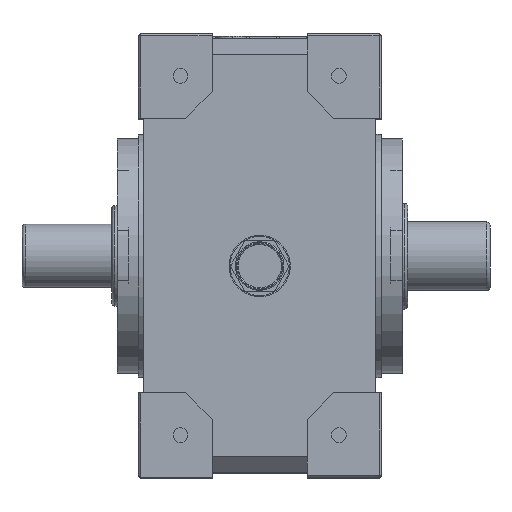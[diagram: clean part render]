
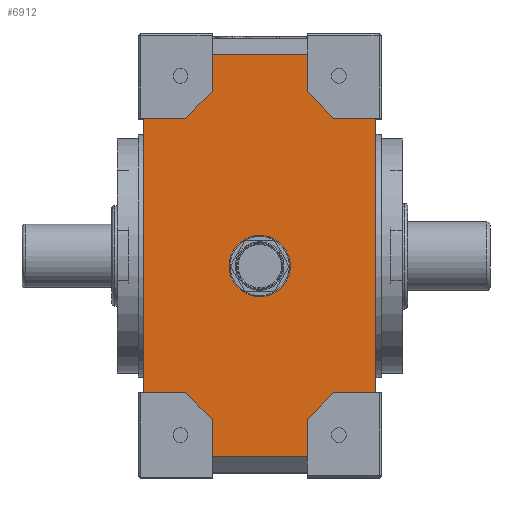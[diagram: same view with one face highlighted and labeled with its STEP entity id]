
A CAD part, top view. The second image highlights one B-rep face of the part: STEP entity #6912.
In plain terms, the highlighted planar face has unit normal (0, 0, 1).
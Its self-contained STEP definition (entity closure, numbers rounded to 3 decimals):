
#72 = VECTOR ( 'NONE', #13190, 1000. ) ;
#105 = LINE ( 'NONE', #13788, #7402 ) ;
#1702 = LINE ( 'NONE', #16611, #2107 ) ;
#1745 = CIRCLE ( 'NONE', #20795, 29. ) ;
#1801 = VERTEX_POINT ( 'NONE', #8558 ) ;
#2107 = VECTOR ( 'NONE', #19205, 1000. ) ;
#2138 = CARTESIAN_POINT ( 'NONE',  ( 70., 130., 210. ) ) ;
#2531 = EDGE_CURVE ( 'NONE', #22825, #8038, #25952, .T. ) ;
#2578 = EDGE_CURVE ( 'NONE', #14927, #20051, #105, .T. ) ;
#2599 = ORIENTED_EDGE ( 'NONE', *, *, #28051, .T. ) ;
#2801 = CARTESIAN_POINT ( 'NONE',  ( 110., 130., 210. ) ) ;
#2822 = EDGE_CURVE ( 'NONE', #33449, #5332, #3711, .T. ) ;
#3262 = VERTEX_POINT ( 'NONE', #28324 ) ;
#3350 = ORIENTED_EDGE ( 'NONE', *, *, #22814, .T. ) ;
#3493 = DIRECTION ( 'NONE',  ( 0.707, -0.707, 0. ) ) ;
#3576 = EDGE_CURVE ( 'NONE', #1801, #22825, #1702, .T. ) ;
#3711 = LINE ( 'NONE', #10608, #72 ) ;
#4775 = DIRECTION ( 'NONE',  ( 1., 0., 0. ) ) ;
#4817 = VECTOR ( 'NONE', #25465, 1000. ) ;
#4831 = VECTOR ( 'NONE', #15421, 1000. ) ;
#4887 = CARTESIAN_POINT ( 'NONE',  ( 0., -10., 210. ) ) ;
#5299 = EDGE_CURVE ( 'NONE', #18539, #12816, #13903, .T. ) ;
#5332 = VERTEX_POINT ( 'NONE', #30391 ) ;
#5511 = EDGE_CURVE ( 'NONE', #3262, #12816, #21555, .T. ) ;
#5751 = ORIENTED_EDGE ( 'NONE', *, *, #19654, .T. ) ;
#6912 = ADVANCED_FACE ( 'NONE', ( #10803, #13605 ), #14700, .F. ) ;
#7127 = CARTESIAN_POINT ( 'NONE',  ( -115., 130., 210. ) ) ;
#7288 = LINE ( 'NONE', #31077, #4831 ) ;
#7402 = VECTOR ( 'NONE', #3493, 1000. ) ;
#7636 = CARTESIAN_POINT ( 'NONE',  ( -45., -190., 210. ) ) ;
#7708 = ORIENTED_EDGE ( 'NONE', *, *, #29770, .T. ) ;
#8038 = VERTEX_POINT ( 'NONE', #24276 ) ;
#8262 = DIRECTION ( 'NONE',  ( 1., 0., 0. ) ) ;
#8429 = CARTESIAN_POINT ( 'NONE',  ( 45., 190., 210. ) ) ;
#8558 = CARTESIAN_POINT ( 'NONE',  ( 45., -155., 210. ) ) ;
#8959 = EDGE_CURVE ( 'NONE', #18539, #23537, #21167, .T. ) ;
#9067 = VERTEX_POINT ( 'NONE', #7636 ) ;
#9169 = CARTESIAN_POINT ( 'NONE',  ( -115., -130., 210. ) ) ;
#9355 = ORIENTED_EDGE ( 'NONE', *, *, #19672, .T. ) ;
#9794 = VECTOR ( 'NONE', #23564, 1000. ) ;
#10223 = CARTESIAN_POINT ( 'NONE',  ( -110., -130., 210. ) ) ;
#10293 = VECTOR ( 'NONE', #30853, 1000. ) ;
#10608 = CARTESIAN_POINT ( 'NONE',  ( -115., 130., 210. ) ) ;
#10803 = FACE_BOUND ( 'NONE', #27980, .T. ) ;
#11094 = VECTOR ( 'NONE', #30946, 1000. ) ;
#12001 = LINE ( 'NONE', #9169, #27713 ) ;
#12272 = ORIENTED_EDGE ( 'NONE', *, *, #8959, .F. ) ;
#12589 = CARTESIAN_POINT ( 'NONE',  ( -115., 130., 210. ) ) ;
#12816 = VERTEX_POINT ( 'NONE', #27687 ) ;
#13141 = ORIENTED_EDGE ( 'NONE', *, *, #27617, .F. ) ;
#13190 = DIRECTION ( 'NONE',  ( 1., 0., 0. ) ) ;
#13562 = CARTESIAN_POINT ( 'NONE',  ( -115., -130., 210. ) ) ;
#13605 = FACE_OUTER_BOUND ( 'NONE', #28375, .T. ) ;
#13788 = CARTESIAN_POINT ( 'NONE',  ( -222.5, 22.5, 210. ) ) ;
#13903 = LINE ( 'NONE', #19830, #26790 ) ;
#13913 = LINE ( 'NONE', #23179, #10293 ) ;
#14343 = VECTOR ( 'NONE', #25218, 1000. ) ;
#14467 = DIRECTION ( 'NONE',  ( 0., 0., -1. ) ) ;
#14539 = ORIENTED_EDGE ( 'NONE', *, *, #20435, .F. ) ;
#14700 = PLANE ( 'NONE',  #32386 ) ;
#14814 = ORIENTED_EDGE ( 'NONE', *, *, #20021, .T. ) ;
#14927 = VERTEX_POINT ( 'NONE', #18772 ) ;
#15421 = DIRECTION ( 'NONE',  ( -1., 0., 0. ) ) ;
#15423 = VERTEX_POINT ( 'NONE', #18402 ) ;
#15766 = CARTESIAN_POINT ( 'NONE',  ( -45., -155., 210. ) ) ;
#16590 = EDGE_CURVE ( 'NONE', #17981, #14927, #12001, .T. ) ;
#16611 = CARTESIAN_POINT ( 'NONE',  ( 107.5, -92.5, 210. ) ) ;
#17283 = ORIENTED_EDGE ( 'NONE', *, *, #5299, .T. ) ;
#17718 = EDGE_CURVE ( 'NONE', #9067, #20051, #18886, .T. ) ;
#17981 = VERTEX_POINT ( 'NONE', #10223 ) ;
#18372 = VECTOR ( 'NONE', #26827, 1000. ) ;
#18402 = CARTESIAN_POINT ( 'NONE',  ( 45., -190., 210. ) ) ;
#18453 = ORIENTED_EDGE ( 'NONE', *, *, #24885, .T. ) ;
#18539 = VERTEX_POINT ( 'NONE', #18831 ) ;
#18678 = VECTOR ( 'NONE', #8262, 1000. ) ;
#18772 = CARTESIAN_POINT ( 'NONE',  ( -70., -130., 210. ) ) ;
#18831 = CARTESIAN_POINT ( 'NONE',  ( -45., 155., 210. ) ) ;
#18877 = ORIENTED_EDGE ( 'NONE', *, *, #16590, .T. ) ;
#18886 = LINE ( 'NONE', #27245, #28158 ) ;
#19205 = DIRECTION ( 'NONE',  ( 0.707, 0.707, 0. ) ) ;
#19576 = LINE ( 'NONE', #2801, #30455 ) ;
#19654 = EDGE_CURVE ( 'NONE', #33449, #20348, #22808, .T. ) ;
#19672 = EDGE_CURVE ( 'NONE', #20348, #27045, #21165, .T. ) ;
#19830 = CARTESIAN_POINT ( 'NONE',  ( -92.5, 107.5, 210. ) ) ;
#20021 = EDGE_CURVE ( 'NONE', #15423, #1801, #13913, .T. ) ;
#20051 = VERTEX_POINT ( 'NONE', #15766 ) ;
#20294 = CARTESIAN_POINT ( 'NONE',  ( -110., 130., 210. ) ) ;
#20348 = VERTEX_POINT ( 'NONE', #29929 ) ;
#20435 = EDGE_CURVE ( 'NONE', #31075, #33373, #1745, .T. ) ;
#20782 = CIRCLE ( 'NONE', #22914, 29. ) ;
#20795 = AXIS2_PLACEMENT_3D ( 'NONE', #4887, #25309, #4775 ) ;
#21086 = CARTESIAN_POINT ( 'NONE',  ( -115., -190., 210. ) ) ;
#21132 = ORIENTED_EDGE ( 'NONE', *, *, #3576, .T. ) ;
#21165 = LINE ( 'NONE', #32006, #21603 ) ;
#21167 = LINE ( 'NONE', #30726, #14343 ) ;
#21555 = LINE ( 'NONE', #12589, #11094 ) ;
#21603 = VECTOR ( 'NONE', #21648, 1000. ) ;
#21648 = DIRECTION ( 'NONE',  ( 0., 1., 0. ) ) ;
#22808 = LINE ( 'NONE', #24227, #18372 ) ;
#22814 = EDGE_CURVE ( 'NONE', #27045, #23537, #7288, .T. ) ;
#22825 = VERTEX_POINT ( 'NONE', #28252 ) ;
#22914 = AXIS2_PLACEMENT_3D ( 'NONE', #24031, #31275, #31604 ) ;
#23179 = CARTESIAN_POINT ( 'NONE',  ( 45., -210., 210. ) ) ;
#23537 = VERTEX_POINT ( 'NONE', #31695 ) ;
#23564 = DIRECTION ( 'NONE',  ( 1., 0., 0. ) ) ;
#23659 = DIRECTION ( 'NONE',  ( 0., 1., 0. ) ) ;
#24031 = CARTESIAN_POINT ( 'NONE',  ( 0., -10., 210. ) ) ;
#24220 = ORIENTED_EDGE ( 'NONE', *, *, #17718, .F. ) ;
#24227 = CARTESIAN_POINT ( 'NONE',  ( -22.5, 222.5, 210. ) ) ;
#24276 = CARTESIAN_POINT ( 'NONE',  ( 110., -130., 210. ) ) ;
#24311 = LINE ( 'NONE', #21086, #9794 ) ;
#24885 = EDGE_CURVE ( 'NONE', #3262, #17981, #28218, .T. ) ;
#25108 = DIRECTION ( 'NONE',  ( -0.707, -0.707, 0. ) ) ;
#25218 = DIRECTION ( 'NONE',  ( 0., 1., 0. ) ) ;
#25309 = DIRECTION ( 'NONE',  ( 0., 0., 1. ) ) ;
#25465 = DIRECTION ( 'NONE',  ( 0., -1., 0. ) ) ;
#25952 = LINE ( 'NONE', #13562, #18678 ) ;
#25980 = ORIENTED_EDGE ( 'NONE', *, *, #2578, .T. ) ;
#26569 = ORIENTED_EDGE ( 'NONE', *, *, #2822, .F. ) ;
#26790 = VECTOR ( 'NONE', #25108, 1000. ) ;
#26827 = DIRECTION ( 'NONE',  ( -0.707, 0.707, 0. ) ) ;
#27045 = VERTEX_POINT ( 'NONE', #8429 ) ;
#27245 = CARTESIAN_POINT ( 'NONE',  ( -45., -210., 210. ) ) ;
#27428 = ORIENTED_EDGE ( 'NONE', *, *, #5511, .F. ) ;
#27617 = EDGE_CURVE ( 'NONE', #33373, #31075, #20782, .T. ) ;
#27687 = CARTESIAN_POINT ( 'NONE',  ( -70., 130., 210. ) ) ;
#27713 = VECTOR ( 'NONE', #32160, 1000. ) ;
#27782 = CARTESIAN_POINT ( 'NONE',  ( -29., -10., 210. ) ) ;
#27980 = EDGE_LOOP ( 'NONE', ( #13141, #14539 ) ) ;
#28051 = EDGE_CURVE ( 'NONE', #8038, #5332, #19576, .T. ) ;
#28152 = ORIENTED_EDGE ( 'NONE', *, *, #2531, .T. ) ;
#28158 = VECTOR ( 'NONE', #32321, 1000. ) ;
#28218 = LINE ( 'NONE', #20294, #4817 ) ;
#28252 = CARTESIAN_POINT ( 'NONE',  ( 70., -130., 210. ) ) ;
#28324 = CARTESIAN_POINT ( 'NONE',  ( -110., 130., 210. ) ) ;
#28375 = EDGE_LOOP ( 'NONE', ( #24220, #7708, #14814, #21132, #28152, #2599, #26569, #5751, #9355, #3350, #12272, #17283, #27428, #18453, #18877, #25980 ) ) ;
#29770 = EDGE_CURVE ( 'NONE', #9067, #15423, #24311, .T. ) ;
#29929 = CARTESIAN_POINT ( 'NONE',  ( 45., 155., 210. ) ) ;
#30332 = CARTESIAN_POINT ( 'NONE',  ( 29., -10., 210. ) ) ;
#30391 = CARTESIAN_POINT ( 'NONE',  ( 110., 130., 210. ) ) ;
#30455 = VECTOR ( 'NONE', #23659, 1000. ) ;
#30726 = CARTESIAN_POINT ( 'NONE',  ( -45., -210., 210. ) ) ;
#30853 = DIRECTION ( 'NONE',  ( 0., 1., 0. ) ) ;
#30946 = DIRECTION ( 'NONE',  ( 1., 0., 0. ) ) ;
#31075 = VERTEX_POINT ( 'NONE', #27782 ) ;
#31077 = CARTESIAN_POINT ( 'NONE',  ( -115., 190., 210. ) ) ;
#31275 = DIRECTION ( 'NONE',  ( 0., 0., 1. ) ) ;
#31604 = DIRECTION ( 'NONE',  ( 1., 0., 0. ) ) ;
#31695 = CARTESIAN_POINT ( 'NONE',  ( -45., 190., 210. ) ) ;
#32006 = CARTESIAN_POINT ( 'NONE',  ( 45., -210., 210. ) ) ;
#32160 = DIRECTION ( 'NONE',  ( 1., 0., 0. ) ) ;
#32321 = DIRECTION ( 'NONE',  ( 0., 1., 0. ) ) ;
#32386 = AXIS2_PLACEMENT_3D ( 'NONE', #7127, #14467, #32595 ) ;
#32595 = DIRECTION ( 'NONE',  ( -1., 0., 0. ) ) ;
#33373 = VERTEX_POINT ( 'NONE', #30332 ) ;
#33449 = VERTEX_POINT ( 'NONE', #2138 ) ;
